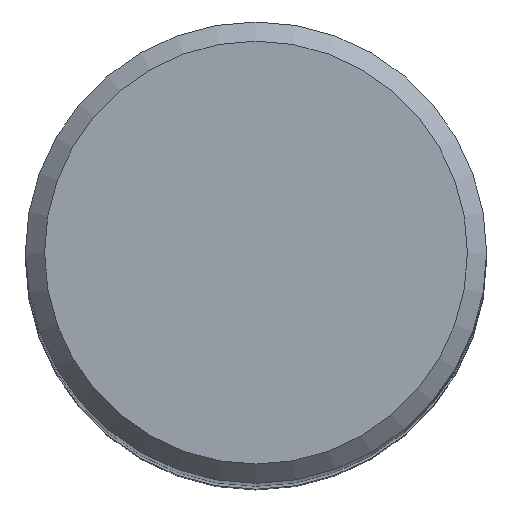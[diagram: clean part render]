
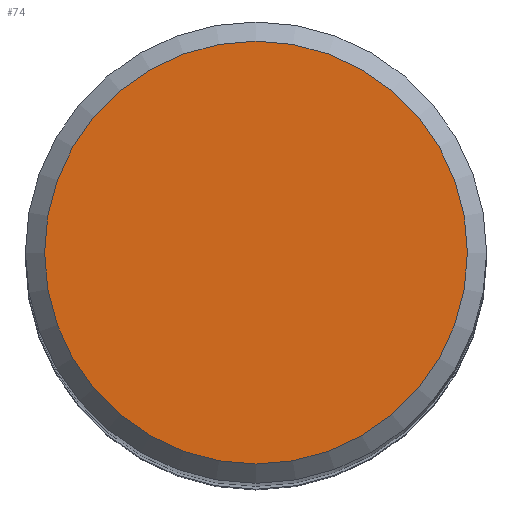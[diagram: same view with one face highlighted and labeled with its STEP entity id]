
A CAD part, top view. The second image highlights one B-rep face of the part: STEP entity #74.
In plain terms, the highlighted planar face has unit normal (0, 0, 1).
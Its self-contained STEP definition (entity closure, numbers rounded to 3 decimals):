
#21 = CARTESIAN_POINT ( 'NONE',  ( 0., 0., 100. ) ) ;
#30 = EDGE_CURVE ( 'NONE', #124, #124, #211, .T. ) ;
#38 = AXIS2_PLACEMENT_3D ( 'NONE', #194, #159, #177 ) ;
#39 = PLANE ( 'NONE',  #216 ) ;
#74 = ADVANCED_FACE ( 'NONE', ( #123 ), #39, .F. ) ;
#120 = DIRECTION ( 'NONE',  ( 0., 0., -1. ) ) ;
#123 = FACE_OUTER_BOUND ( 'NONE', #147, .T. ) ;
#124 = VERTEX_POINT ( 'NONE', #125 ) ;
#125 = CARTESIAN_POINT ( 'NONE',  ( 0., 5.5, 100. ) ) ;
#147 = EDGE_LOOP ( 'NONE', ( #203 ) ) ;
#156 = DIRECTION ( 'NONE',  ( 0., 1., 0. ) ) ;
#159 = DIRECTION ( 'NONE',  ( 0., 0., -1. ) ) ;
#177 = DIRECTION ( 'NONE',  ( 0., 1., 0. ) ) ;
#194 = CARTESIAN_POINT ( 'NONE',  ( 0., 0., 100. ) ) ;
#203 = ORIENTED_EDGE ( 'NONE', *, *, #30, .F. ) ;
#211 = CIRCLE ( 'NONE', #38, 5.5 ) ;
#216 = AXIS2_PLACEMENT_3D ( 'NONE', #21, #120, #156 ) ;
